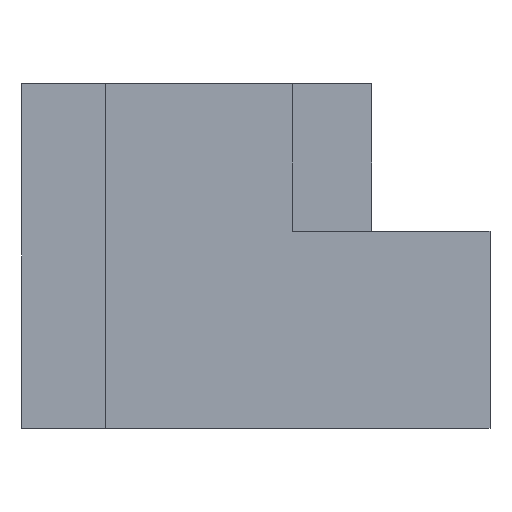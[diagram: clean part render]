
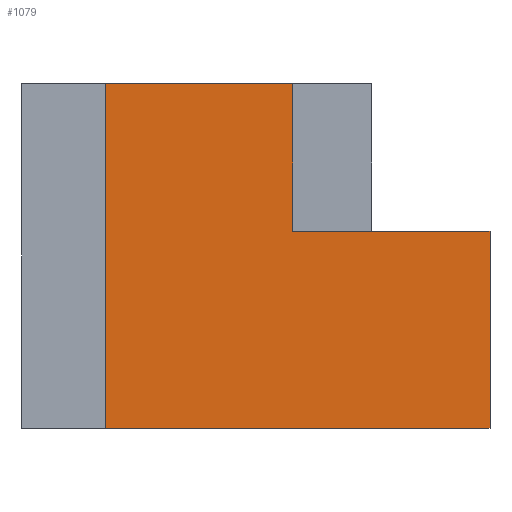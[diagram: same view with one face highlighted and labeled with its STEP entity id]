
A CAD part, left-side view. The second image highlights one B-rep face of the part: STEP entity #1079.
In plain terms, the highlighted planar face has unit normal (-1, 0, 0).
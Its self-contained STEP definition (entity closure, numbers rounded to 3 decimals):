
#6 = ORIENTED_EDGE ( 'NONE', *, *, #853, .F. ) ;
#13 = VECTOR ( 'NONE', #1216, 1000. ) ;
#67 = VERTEX_POINT ( 'NONE', #1460 ) ;
#147 = CARTESIAN_POINT ( 'NONE',  ( -38., 0., 0. ) ) ;
#173 = CARTESIAN_POINT ( 'NONE',  ( -38., 6.5, 27. ) ) ;
#195 = DIRECTION ( 'NONE',  ( 0., 0., -1. ) ) ;
#255 = EDGE_CURVE ( 'NONE', #67, #489, #306, .T. ) ;
#295 = FACE_OUTER_BOUND ( 'NONE', #1605, .T. ) ;
#297 = ORIENTED_EDGE ( 'NONE', *, *, #255, .F. ) ;
#306 = LINE ( 'NONE', #592, #13 ) ;
#346 = EDGE_CURVE ( 'NONE', #611, #1911, #1429, .T. ) ;
#376 = VERTEX_POINT ( 'NONE', #842 ) ;
#477 = ORIENTED_EDGE ( 'NONE', *, *, #346, .T. ) ;
#489 = VERTEX_POINT ( 'NONE', #1829 ) ;
#577 = CARTESIAN_POINT ( 'NONE',  ( -38., 6.5, -8. ) ) ;
#592 = CARTESIAN_POINT ( 'NONE',  ( -38., -12.5, 12. ) ) ;
#611 = VERTEX_POINT ( 'NONE', #1115 ) ;
#631 = DIRECTION ( 'NONE',  ( 0., 0., -1. ) ) ;
#763 = LINE ( 'NONE', #888, #1778 ) ;
#833 = LINE ( 'NONE', #1569, #1409 ) ;
#842 = CARTESIAN_POINT ( 'NONE',  ( -38., -12.5, 27. ) ) ;
#853 = EDGE_CURVE ( 'NONE', #489, #1988, #893, .T. ) ;
#888 = CARTESIAN_POINT ( 'NONE',  ( -38., -15., 27. ) ) ;
#893 = LINE ( 'NONE', #1779, #1655 ) ;
#904 = CARTESIAN_POINT ( 'NONE',  ( -38., -32.5, -8. ) ) ;
#916 = DIRECTION ( 'NONE',  ( 0., 0., 1. ) ) ;
#1013 = VECTOR ( 'NONE', #1995, 1000. ) ;
#1079 = ADVANCED_FACE ( 'NONE', ( #295 ), #1261, .T. ) ;
#1115 = CARTESIAN_POINT ( 'NONE',  ( -38., 6.5, 27. ) ) ;
#1193 = EDGE_CURVE ( 'NONE', #1911, #1988, #1487, .T. ) ;
#1216 = DIRECTION ( 'NONE',  ( 0., -1., 0. ) ) ;
#1234 = CARTESIAN_POINT ( 'NONE',  ( -38., 6.5, -8. ) ) ;
#1236 = ORIENTED_EDGE ( 'NONE', *, *, #1267, .T. ) ;
#1261 = PLANE ( 'NONE',  #1981 ) ;
#1267 = EDGE_CURVE ( 'NONE', #376, #611, #763, .T. ) ;
#1409 = VECTOR ( 'NONE', #195, 1000. ) ;
#1429 = LINE ( 'NONE', #173, #1463 ) ;
#1458 = ORIENTED_EDGE ( 'NONE', *, *, #1741, .F. ) ;
#1460 = CARTESIAN_POINT ( 'NONE',  ( -38., -12.5, 12. ) ) ;
#1463 = VECTOR ( 'NONE', #631, 1000. ) ;
#1474 = DIRECTION ( 'NONE',  ( 0., 0., -1. ) ) ;
#1487 = LINE ( 'NONE', #1234, #1013 ) ;
#1519 = DIRECTION ( 'NONE',  ( 0., 1., 0. ) ) ;
#1569 = CARTESIAN_POINT ( 'NONE',  ( -38., -12.5, 27. ) ) ;
#1605 = EDGE_LOOP ( 'NONE', ( #6, #297, #1458, #1236, #477, #1715 ) ) ;
#1655 = VECTOR ( 'NONE', #1474, 1000. ) ;
#1715 = ORIENTED_EDGE ( 'NONE', *, *, #1193, .T. ) ;
#1741 = EDGE_CURVE ( 'NONE', #376, #67, #833, .T. ) ;
#1778 = VECTOR ( 'NONE', #1519, 1000. ) ;
#1779 = CARTESIAN_POINT ( 'NONE',  ( -38., -32.5, 12. ) ) ;
#1829 = CARTESIAN_POINT ( 'NONE',  ( -38., -32.5, 12. ) ) ;
#1864 = DIRECTION ( 'NONE',  ( -1., 0., 0. ) ) ;
#1911 = VERTEX_POINT ( 'NONE', #577 ) ;
#1981 = AXIS2_PLACEMENT_3D ( 'NONE', #147, #1864, #916 ) ;
#1988 = VERTEX_POINT ( 'NONE', #904 ) ;
#1995 = DIRECTION ( 'NONE',  ( 0., -1., 0. ) ) ;
